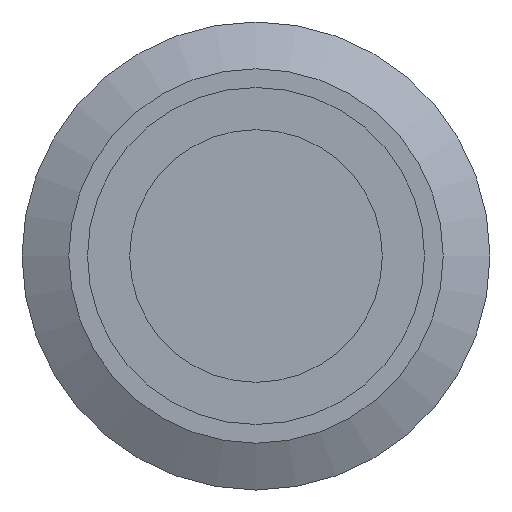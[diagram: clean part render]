
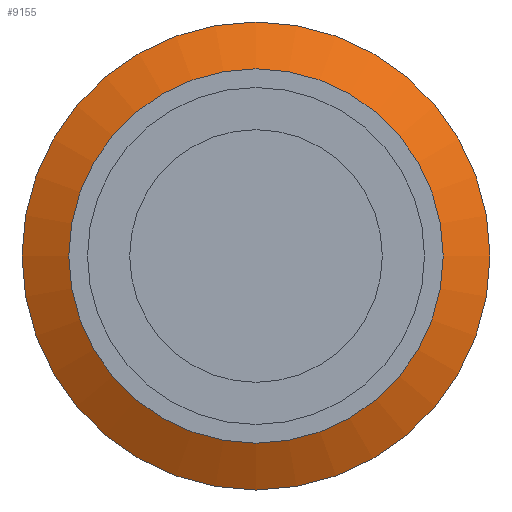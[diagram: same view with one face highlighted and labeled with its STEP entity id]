
A CAD part, left-side view. The second image highlights one B-rep face of the part: STEP entity #9155.
In plain terms, the highlighted conical face has half-angle 62.526 degrees and reference radius 25.4 mm.
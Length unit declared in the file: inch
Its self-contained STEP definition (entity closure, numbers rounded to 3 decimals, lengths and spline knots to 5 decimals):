
#9128=CARTESIAN_POINT('',(0.24441,0.0,0.0));
#9129=DIRECTION('',(1.0,0.0,0.0));
#9130=DIRECTION('',(0.0,0.0,1.0));
#9131=AXIS2_PLACEMENT_3D('',#9128,#9129,#9130);
#9132=CONICAL_SURFACE('',#9131,1.0,62.526);
#9133=CARTESIAN_POINT('',(-0.01969,0.49213,0.));
#9134=VERTEX_POINT('',#9133);
#9135=CARTESIAN_POINT('',(-0.01969,0.0,0.0));
#9136=DIRECTION('',(1.0,0.0,0.0));
#9137=DIRECTION('',(0.0,-1.0,0.0));
#9138=AXIS2_PLACEMENT_3D('',#9135,#9136,#9137);
#9139=CIRCLE('',#9138,0.49213);
#9140=EDGE_CURVE('',#9134,#9134,#9139,.T.);
#9141=ORIENTED_EDGE('',*,*,#9140,.F.);
#9142=EDGE_LOOP('',(#9141));
#9143=FACE_OUTER_BOUND('',#9142,.T.);
#9144=CARTESIAN_POINT('',(-0.07087,0.0,0.3937));
#9145=VERTEX_POINT('',#9144);
#9146=CARTESIAN_POINT('',(-0.07087,0.0,0.0));
#9147=DIRECTION('',(-1.0,0.0,0.0));
#9148=DIRECTION('',(0.0,0.0,1.0));
#9149=AXIS2_PLACEMENT_3D('',#9146,#9147,#9148);
#9150=CIRCLE('',#9149,0.3937);
#9151=EDGE_CURVE('',#9145,#9145,#9150,.T.);
#9152=ORIENTED_EDGE('',*,*,#9151,.F.);
#9153=EDGE_LOOP('',(#9152));
#9154=FACE_BOUND('',#9153,.T.);
#9155=ADVANCED_FACE('',(#9143,#9154),#9132,.T.);
